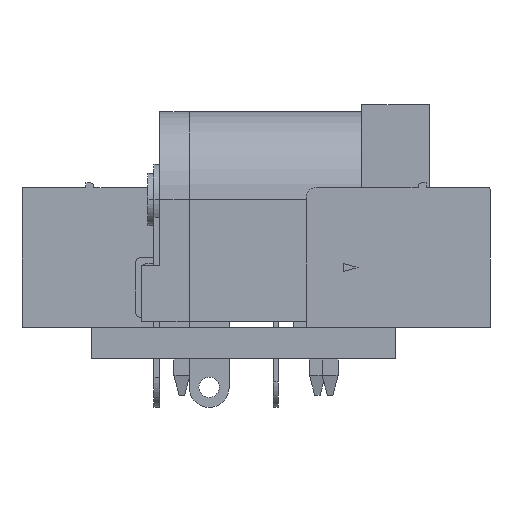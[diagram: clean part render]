
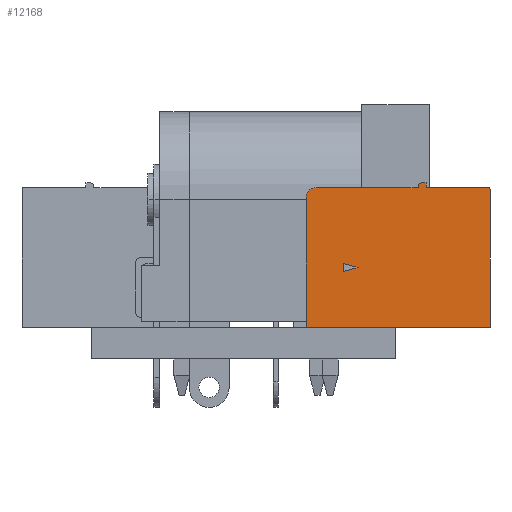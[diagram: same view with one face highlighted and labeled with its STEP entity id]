
A CAD part, left-side view. The second image highlights one B-rep face of the part: STEP entity #12168.
In plain terms, the highlighted face is planar.
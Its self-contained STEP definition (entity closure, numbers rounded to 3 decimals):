
#4869 = VERTEX_POINT('',#4870);
#4870 = CARTESIAN_POINT('',(2.6,3.,2.45));
#4878 = EDGE_CURVE('',#4879,#4869,#4881,.T.);
#4879 = VERTEX_POINT('',#4880);
#4880 = CARTESIAN_POINT('',(1.85,3.201,2.45));
#4881 = LINE('',#4882,#4883);
#4882 = CARTESIAN_POINT('',(0.,3.697,2.45));
#4883 = VECTOR('',#4884,1.);
#4884 = DIRECTION('',(0.966,-0.259,0.));
#4911 = VERTEX_POINT('',#4912);
#4912 = CARTESIAN_POINT('',(0.5,7.,2.45));
#4928 = VERTEX_POINT('',#4929);
#4929 = CARTESIAN_POINT('',(0.,6.5,2.45));
#4935 = EDGE_CURVE('',#4911,#4928,#4936,.T.);
#4936 = CIRCLE('',#4937,0.5);
#4937 = AXIS2_PLACEMENT_3D('',#4938,#4939,#4940);
#4938 = CARTESIAN_POINT('',(0.5,6.5,2.45));
#4939 = DIRECTION('',(0.,0.,1.));
#4940 = DIRECTION('',(1.,0.,0.));
#4950 = EDGE_CURVE('',#4869,#4951,#4953,.T.);
#4951 = VERTEX_POINT('',#4952);
#4952 = CARTESIAN_POINT('',(1.85,2.799,2.45));
#4953 = LINE('',#4954,#4955);
#4954 = CARTESIAN_POINT('',(0.,2.303,2.45));
#4955 = VECTOR('',#4956,1.);
#4956 = DIRECTION('',(-0.966,-0.259,0.));
#5248 = VERTEX_POINT('',#5249);
#5249 = CARTESIAN_POINT('',(5.6,7.05,2.45));
#5255 = EDGE_CURVE('',#5256,#5248,#5258,.T.);
#5256 = VERTEX_POINT('',#5257);
#5257 = CARTESIAN_POINT('',(5.8,7.25,2.45));
#5258 = CIRCLE('',#5259,0.2);
#5259 = AXIS2_PLACEMENT_3D('',#5260,#5261,#5262);
#5260 = CARTESIAN_POINT('',(5.8,7.05,2.45));
#5261 = DIRECTION('',(0.,0.,1.));
#5262 = DIRECTION('',(1.,0.,0.));
#5468 = EDGE_CURVE('',#4911,#5469,#5471,.T.);
#5469 = VERTEX_POINT('',#5470);
#5470 = CARTESIAN_POINT('',(5.6,7.,2.45));
#5471 = LINE('',#5472,#5473);
#5472 = CARTESIAN_POINT('',(0.,7.,2.45));
#5473 = VECTOR('',#5474,1.);
#5474 = DIRECTION('',(1.,0.,0.));
#5976 = EDGE_CURVE('',#4951,#4879,#5977,.T.);
#5977 = LINE('',#5978,#5979);
#5978 = CARTESIAN_POINT('',(1.85,0.,2.45));
#5979 = VECTOR('',#5980,1.);
#5980 = DIRECTION('',(0.,1.,0.));
#6962 = EDGE_CURVE('',#5256,#6963,#6965,.T.);
#6963 = VERTEX_POINT('',#6964);
#6964 = CARTESIAN_POINT('',(6.,7.25,2.45));
#6965 = LINE('',#6966,#6967);
#6966 = CARTESIAN_POINT('',(0.,7.25,2.45));
#6967 = VECTOR('',#6968,1.);
#6968 = DIRECTION('',(1.,0.,0.));
#7239 = VERTEX_POINT('',#7240);
#7240 = CARTESIAN_POINT('',(6.,7.,2.45));
#7246 = EDGE_CURVE('',#7239,#7247,#7249,.T.);
#7247 = VERTEX_POINT('',#7248);
#7248 = CARTESIAN_POINT('',(9.1,7.,2.45));
#7249 = LINE('',#7250,#7251);
#7250 = CARTESIAN_POINT('',(0.,7.,2.45));
#7251 = VECTOR('',#7252,1.);
#7252 = DIRECTION('',(1.,0.,0.));
#7302 = EDGE_CURVE('',#7303,#7247,#7305,.T.);
#7303 = VERTEX_POINT('',#7304);
#7304 = CARTESIAN_POINT('',(9.2,6.9,2.45));
#7305 = CIRCLE('',#7306,0.1);
#7306 = AXIS2_PLACEMENT_3D('',#7307,#7308,#7309);
#7307 = CARTESIAN_POINT('',(9.1,6.9,2.45));
#7308 = DIRECTION('',(0.,0.,1.));
#7309 = DIRECTION('',(1.,0.,0.));
#7874 = EDGE_CURVE('',#6963,#7239,#7875,.T.);
#7875 = LINE('',#7876,#7877);
#7876 = CARTESIAN_POINT('',(6.,0.,2.45));
#7877 = VECTOR('',#7878,1.);
#7878 = DIRECTION('',(0.,-1.,0.));
#8936 = VERTEX_POINT('',#8937);
#8937 = CARTESIAN_POINT('',(9.2,0.,2.45));
#8970 = EDGE_CURVE('',#7303,#8936,#8971,.T.);
#8971 = LINE('',#8972,#8973);
#8972 = CARTESIAN_POINT('',(9.2,0.,2.45));
#8973 = VECTOR('',#8974,1.);
#8974 = DIRECTION('',(0.,-1.,0.));
#9496 = EDGE_CURVE('',#5469,#5248,#9497,.T.);
#9497 = LINE('',#9498,#9499);
#9498 = CARTESIAN_POINT('',(5.6,0.,2.45));
#9499 = VECTOR('',#9500,1.);
#9500 = DIRECTION('',(0.,1.,0.));
#12168 = ADVANCED_FACE('',(#12169,#12194),#12199,.T.);
#12169 = FACE_BOUND('',#12170,.T.);
#12170 = EDGE_LOOP('',(#12171,#12172,#12173,#12174,#12175,#12176,#12177,
    #12178,#12179,#12187,#12193));
#12171 = ORIENTED_EDGE('',*,*,#7302,.T.);
#12172 = ORIENTED_EDGE('',*,*,#7246,.F.);
#12173 = ORIENTED_EDGE('',*,*,#7874,.F.);
#12174 = ORIENTED_EDGE('',*,*,#6962,.F.);
#12175 = ORIENTED_EDGE('',*,*,#5255,.T.);
#12176 = ORIENTED_EDGE('',*,*,#9496,.F.);
#12177 = ORIENTED_EDGE('',*,*,#5468,.F.);
#12178 = ORIENTED_EDGE('',*,*,#4935,.T.);
#12179 = ORIENTED_EDGE('',*,*,#12180,.F.);
#12180 = EDGE_CURVE('',#12181,#4928,#12183,.T.);
#12181 = VERTEX_POINT('',#12182);
#12182 = CARTESIAN_POINT('',(0.,0.,2.45));
#12183 = LINE('',#12184,#12185);
#12184 = CARTESIAN_POINT('',(0.,0.,2.45));
#12185 = VECTOR('',#12186,1.);
#12186 = DIRECTION('',(0.,1.,0.));
#12187 = ORIENTED_EDGE('',*,*,#12188,.F.);
#12188 = EDGE_CURVE('',#8936,#12181,#12189,.T.);
#12189 = LINE('',#12190,#12191);
#12190 = CARTESIAN_POINT('',(0.,0.,2.45));
#12191 = VECTOR('',#12192,1.);
#12192 = DIRECTION('',(-1.,0.,0.));
#12193 = ORIENTED_EDGE('',*,*,#8970,.F.);
#12194 = FACE_BOUND('',#12195,.T.);
#12195 = EDGE_LOOP('',(#12196,#12197,#12198));
#12196 = ORIENTED_EDGE('',*,*,#4878,.T.);
#12197 = ORIENTED_EDGE('',*,*,#4950,.T.);
#12198 = ORIENTED_EDGE('',*,*,#5976,.T.);
#12199 = PLANE('',#12200);
#12200 = AXIS2_PLACEMENT_3D('',#12201,#12202,#12203);
#12201 = CARTESIAN_POINT('',(0.,0.,2.45));
#12202 = DIRECTION('',(0.,0.,1.));
#12203 = DIRECTION('',(1.,0.,0.));
